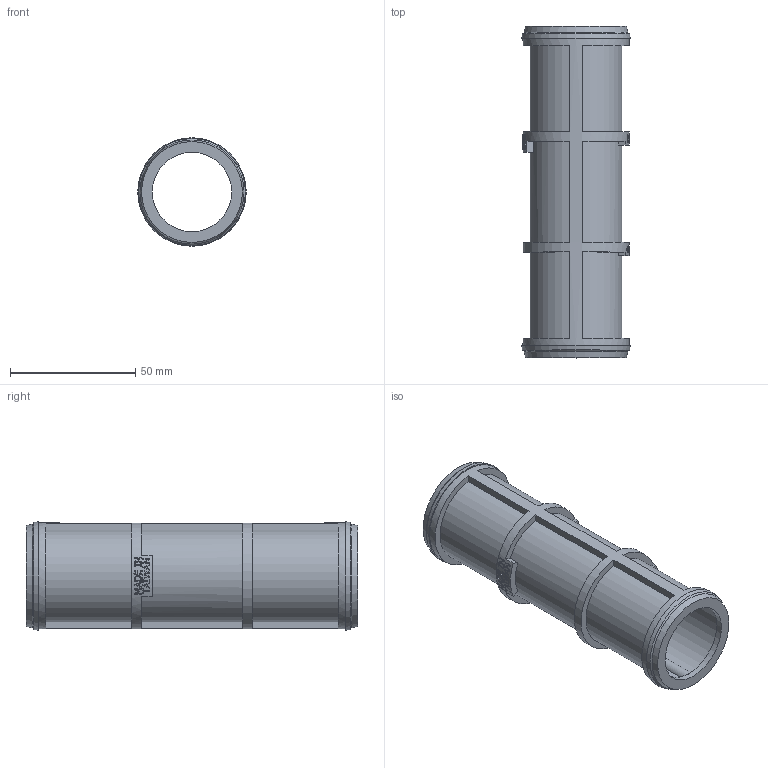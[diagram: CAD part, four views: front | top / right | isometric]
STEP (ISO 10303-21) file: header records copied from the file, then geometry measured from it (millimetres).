
FILE_DESCRIPTION(/* description */ ('1" LS SCREEN - 40 MESH'),/* implementation_level */ '2;1');
FILE_NAME(/* name */ 'LS140.stp',/* time_stamp */ '2020-04-30T09:41:44-04:00',/* author */ ('MEG'),/* organization */ (''),/* preprocessor_version */ 'ST-DEVELOPER v17.2',/* originating_system */ 'Autodesk Inventor 2019',/* authorisation */ '');
FILE_SCHEMA (('AUTOMOTIVE_DESIGN { 1 0 10303 214 3 1 1 }'));
Length unit declared in the file: inch
Products named in the file (1): LS140
Bounding box: 43.31 x 132.59 x 43.31 mm (x, y, z)
Volume: 22497.4 mm3; surface area: 35453.1 mm2
Topology: 1 solids, 1 shells, 381 faces, 1041 edges, 696 vertices
Faces by surface type: plane 256, bspline 75, cylinder 44, cone 6
Full cylindrical faces by diameter (mm): 31.75 x1, 36.83 x1, 42.418 x1
Entity records: 30124 total; most frequent: CARTESIAN_POINT 20729, ORIENTED_EDGE 2082, DIRECTION 1749, EDGE_CURVE 1041, VERTEX_POINT 696, AXIS2_PLACEMENT_3D 629, LINE 491, VECTOR 491
